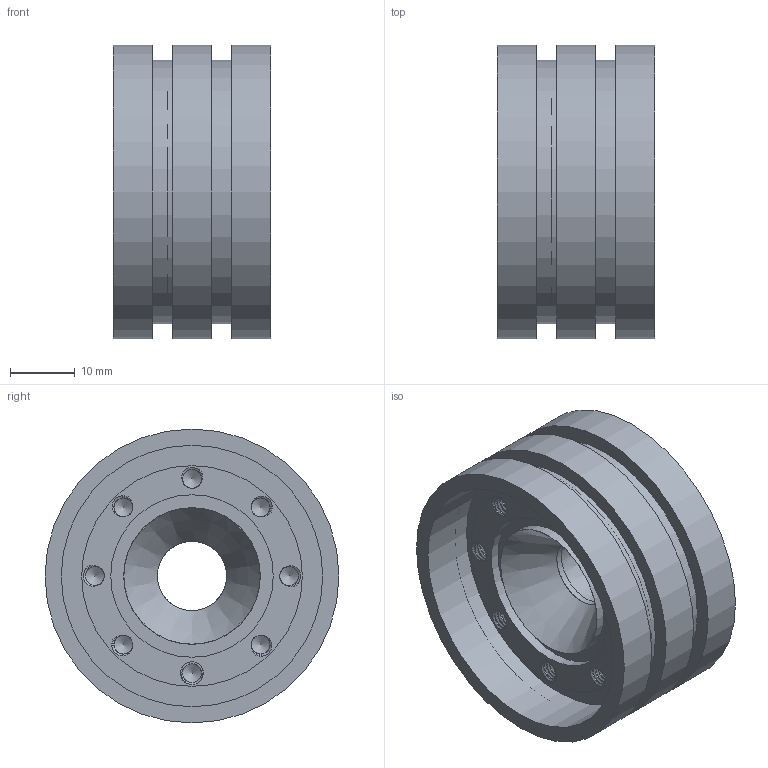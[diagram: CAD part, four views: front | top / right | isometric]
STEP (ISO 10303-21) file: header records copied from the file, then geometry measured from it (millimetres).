
FILE_DESCRIPTION(/* description */ (''),/* implementation_level */ '2;1');
FILE_NAME(/* name */ 'Composant21.step',/* time_stamp */ '2023-08-09T13:26:36+02:00',/* author */ (''),/* organization */ (''),/* preprocessor_version */ 'ST-DEVELOPER v20',/* originating_system */ 'Autodesk Translation Framework v12.9.0.99',/* authorisation */ '');
FILE_SCHEMA (('AUTOMOTIVE_DESIGN { 1 0 10303 214 3 1 1 }'));
Length unit declared in the file: millimetre
Products named in the file (1): FusionComponent
Bounding box: 24.34 x 45.5 x 45.5 mm (x, y, z)
Volume: 25486.5 mm3; surface area: 10772.8 mm2
Topology: 1 solids, 1 shells, 242 faces, 660 edges, 437 vertices
Faces by surface type: cylinder 195, plane 21, bspline 16, cone 10
Full cylindrical faces by diameter (mm): 2.9 x8, 2.93 x40, 3.599 x17, 10.719 x1, 21.16 x1, 25.16 x1, 34.16 x1, 40.5 x1, 40.8 x2, 45.498 x1, 45.5 x2
Entity records: 18653 total; most frequent: CARTESIAN_POINT 13264, ORIENTED_EDGE 1304, DIRECTION 794, EDGE_CURVE 652, VERTEX_POINT 437, B_SPLINE_CURVE_WITH_KNOTS 388, AXIS2_PLACEMENT_3D 303, EDGE_LOOP 269
